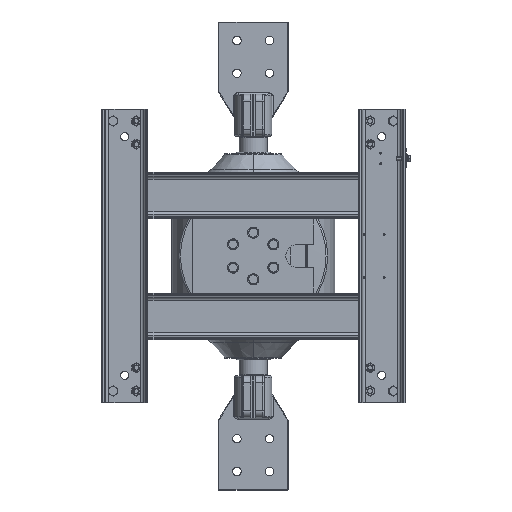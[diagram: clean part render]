
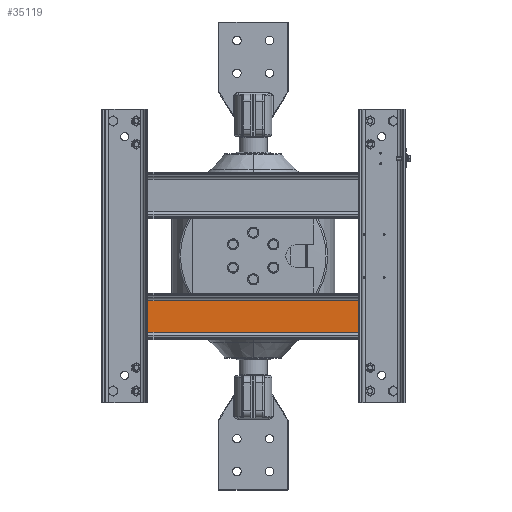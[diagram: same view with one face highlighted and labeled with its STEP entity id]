
A CAD part, front view. The second image highlights one B-rep face of the part: STEP entity #35119.
In plain terms, the highlighted planar face has unit normal (0, -1, 0).
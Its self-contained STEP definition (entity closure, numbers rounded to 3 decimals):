
#2173 = DIRECTION ( 'NONE',  ( 1., 0., 0. ) ) ;
#2175 = DIRECTION ( 'NONE',  ( 0., 1., 0. ) ) ;
#2178 = PLANE ( 'NONE',  #2498 ) ;
#2181 = CARTESIAN_POINT ( 'NONE',  ( 226., -14.5, -96.01 ) ) ;
#2498 = AXIS2_PLACEMENT_3D ( 'NONE', #2181, #2175, #2173 ) ;
#5934 = DIRECTION ( 'NONE',  ( -1., 0., 0. ) ) ;
#5940 = CARTESIAN_POINT ( 'NONE',  ( 226., -14.5, -163.99 ) ) ;
#6063 = CARTESIAN_POINT ( 'NONE',  ( 226., -14.5, -96.01 ) ) ;
#6177 = DIRECTION ( 'NONE',  ( 0., 0., -1. ) ) ;
#6178 = CARTESIAN_POINT ( 'NONE',  ( -226., -14.5, -96.01 ) ) ;
#6182 = DIRECTION ( 'NONE',  ( -1., 0., 0. ) ) ;
#6183 = CARTESIAN_POINT ( 'NONE',  ( 226., -14.5, -96.01 ) ) ;
#6187 = DIRECTION ( 'NONE',  ( 0., 0., -1. ) ) ;
#7730 = EDGE_LOOP ( 'NONE', ( #23309, #23310, #23311, #23312 ) ) ;
#15463 = VERTEX_POINT ( 'NONE', #30533 ) ;
#15552 = VERTEX_POINT ( 'NONE', #30430 ) ;
#15887 = VERTEX_POINT ( 'NONE', #30036 ) ;
#15970 = VERTEX_POINT ( 'NONE', #29937 ) ;
#17741 = LINE ( 'NONE', #6183, #17742 ) ;
#17742 = VECTOR ( 'NONE', #6182, 1000. ) ;
#17743 = LINE ( 'NONE', #6063, #17750 ) ;
#17746 = LINE ( 'NONE', #5940, #17748 ) ;
#17748 = VECTOR ( 'NONE', #5934, 1000. ) ;
#17750 = VECTOR ( 'NONE', #6187, 1000. ) ;
#17751 = VECTOR ( 'NONE', #6177, 1000. ) ;
#17754 = LINE ( 'NONE', #6178, #17751 ) ;
#22308 = EDGE_CURVE ( 'NONE', #15970, #15887, #17746, .T. ) ;
#22309 = EDGE_CURVE ( 'NONE', #15552, #15970, #17743, .T. ) ;
#22311 = EDGE_CURVE ( 'NONE', #15552, #15463, #17741, .T. ) ;
#22313 = EDGE_CURVE ( 'NONE', #15463, #15887, #17754, .T. ) ;
#23309 = ORIENTED_EDGE ( 'NONE', *, *, #22313, .T. ) ;
#23310 = ORIENTED_EDGE ( 'NONE', *, *, #22308, .F. ) ;
#23311 = ORIENTED_EDGE ( 'NONE', *, *, #22309, .F. ) ;
#23312 = ORIENTED_EDGE ( 'NONE', *, *, #22311, .T. ) ;
#23976 = FACE_OUTER_BOUND ( 'NONE', #7730, .T. ) ;
#29937 = CARTESIAN_POINT ( 'NONE',  ( 226., -14.5, -163.99 ) ) ;
#30036 = CARTESIAN_POINT ( 'NONE',  ( -226., -14.5, -163.99 ) ) ;
#30430 = CARTESIAN_POINT ( 'NONE',  ( 226., -14.5, -96.01 ) ) ;
#30533 = CARTESIAN_POINT ( 'NONE',  ( -226., -14.5, -96.01 ) ) ;
#35119 = ADVANCED_FACE ( 'NONE', ( #23976 ), #2178, .F. ) ;
